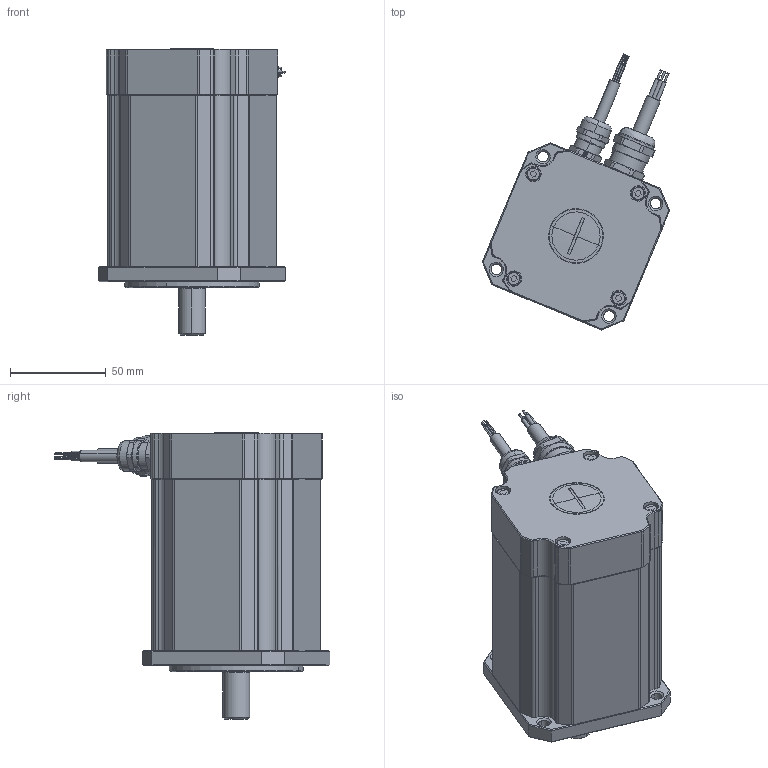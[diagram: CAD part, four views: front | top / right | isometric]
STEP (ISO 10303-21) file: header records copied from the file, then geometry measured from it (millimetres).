
FILE_DESCRIPTION (( 'STEP AP214' ), '1' );
FILE_NAME ('ST-BLDC400.S-xxx.STEP', '2024-05-06T06:55:26', ( '' ), ( '' ), 'SwSTEP 2.0', 'SolidWorks 2023', '' );
FILE_SCHEMA (( 'AUTOMOTIVE_DESIGN' ));
Length unit declared in the file: millimetre
Products named in the file (1): ST-BLDC400.S-xxx
Bounding box: 97.65 x 143.83 x 149.63 mm (x, y, z)
Volume: 460970.2 mm3; surface area: 118243.4 mm2
Topology: 13 solids, 30 shells, 2499 faces, 5878 edges, 3534 vertices
Faces by surface type: plane 1345, cylinder 785, cone 245, torus 100, bspline 24
Entity records: 72368 total; most frequent: CARTESIAN_POINT 14965, DIRECTION 12402, ORIENTED_EDGE 11676, EDGE_CURVE 5838, AXIS2_PLACEMENT_3D 4816, VERTEX_POINT 3534, LINE 2770, VECTOR 2770
